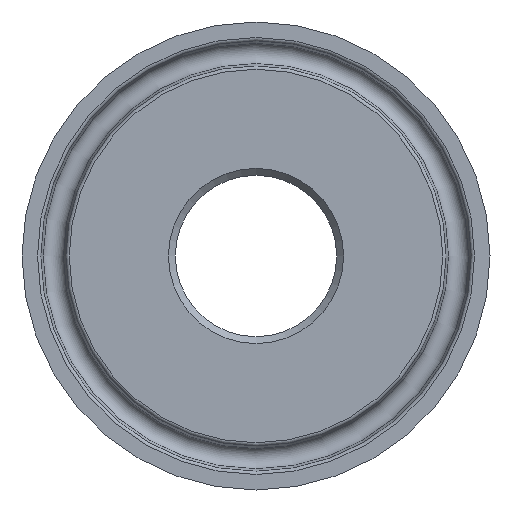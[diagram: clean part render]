
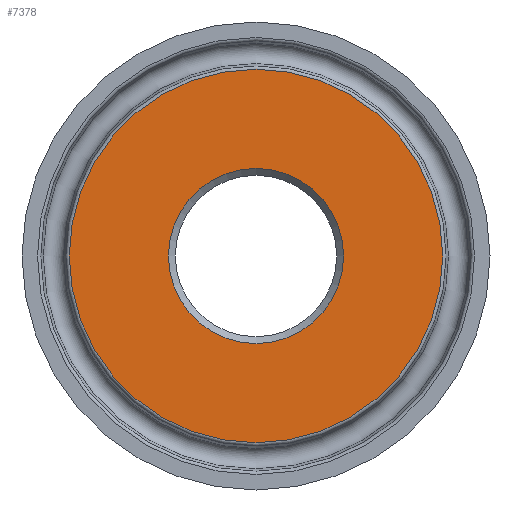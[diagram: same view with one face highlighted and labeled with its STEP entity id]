
A CAD part, left-side view. The second image highlights one B-rep face of the part: STEP entity #7378.
In plain terms, the highlighted planar face has unit normal (-1, 0, 0).
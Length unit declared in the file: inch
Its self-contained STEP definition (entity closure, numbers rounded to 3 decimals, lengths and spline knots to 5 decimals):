
#104=FACE_BOUND('',#1330,.T.);
#278=PLANE('',#7795);
#875=FACE_OUTER_BOUND('',#1329,.T.);
#1329=EDGE_LOOP('',(#6886));
#1330=EDGE_LOOP('',(#6887));
#1514=CIRCLE('',#7794,0.37119);
#1515=CIRCLE('',#7796,0.79165);
#3624=VERTEX_POINT('',#16466);
#3625=VERTEX_POINT('',#16469);
#4717=EDGE_CURVE('',#3624,#3624,#1514,.T.);
#4718=EDGE_CURVE('',#3625,#3625,#1515,.T.);
#6886=ORIENTED_EDGE('',*,*,#4718,.F.);
#6887=ORIENTED_EDGE('',*,*,#4717,.F.);
#7378=ADVANCED_FACE('',(#875,#104),#278,.T.);
#7794=AXIS2_PLACEMENT_3D('',#16467,#9111,#9112);
#7795=AXIS2_PLACEMENT_3D('',#16468,#9113,#9114);
#7796=AXIS2_PLACEMENT_3D('',#16470,#9115,#9116);
#9111=DIRECTION('center_axis',(-1.,0.,0.));
#9112=DIRECTION('ref_axis',(0.,-1.,0.));
#9113=DIRECTION('center_axis',(-1.,0.,0.));
#9114=DIRECTION('ref_axis',(0.,0.,1.));
#9115=DIRECTION('center_axis',(1.,0.,0.));
#9116=DIRECTION('ref_axis',(0.,-1.,0.));
#16466=CARTESIAN_POINT('',(0.,0.37119,0.));
#16467=CARTESIAN_POINT('Origin',(0.,0.,0.));
#16468=CARTESIAN_POINT('Origin',(0.,0.57138,
0.));
#16469=CARTESIAN_POINT('',(0.,0.79165,0.));
#16470=CARTESIAN_POINT('Origin',(0.,0.,0.));
